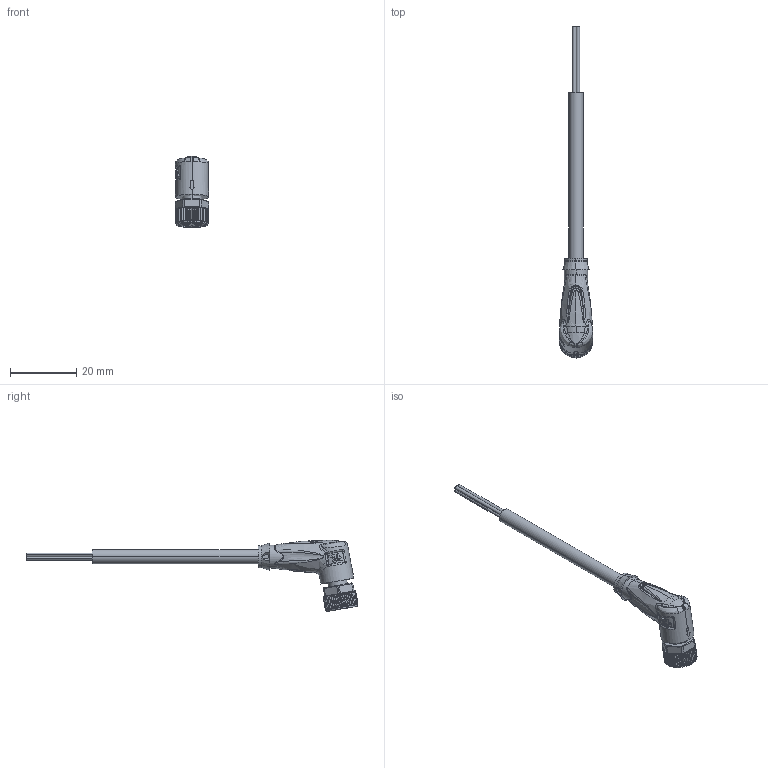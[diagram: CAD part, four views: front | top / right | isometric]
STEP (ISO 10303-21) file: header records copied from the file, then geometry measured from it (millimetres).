
FILE_DESCRIPTION(('STEP AP214'),'1');
FILE_NAME('cctmp_4FED8A5F-65CB-414A-AEF2-0267DEDB212B_2022_04_27_10_33_21_0615..stp','2022-04-27T08:33:27',('KiM GmbH'),('CADClick - www.CADClick.com'),'Spatial InterOp 3D postprocessed',' ','unknown authorization');
FILE_SCHEMA(('AUTOMOTIVE_DESIGN'));
Length unit declared in the file: millimetre
Products named in the file (7): T195572_1; Connection2; Cable; Connection1; Connection1_2; Connection1_1; T195572
Assembly tree (6 placements, depth 4):
  T195572
    T195572_1
      Connection2
      Cable
      Connection1
        Connection1_2
        Connection1_1
Bounding box: 10 x 100.08 x 21.47 mm (x, y, z)
Volume: 3181.3 mm3; surface area: 3057.7 mm2
Topology: 9 solids, 11 shells, 950 faces, 2466 edges, 1551 vertices
Faces by surface type: plane 455, bspline 149, torus 136, cylinder 124, cone 74, extrusion 12
Entity records: 83241 total; most frequent: CARTESIAN_POINT 53911, ORIENTED_EDGE 4916, DIRECTION 4112, EDGE_CURVE 2462, STYLED_ITEM 2036, PRESENTATION_STYLE_ASSIGNMENT 2036, VERTEX_POINT 1551, AXIS2_PLACEMENT_3D 1435
